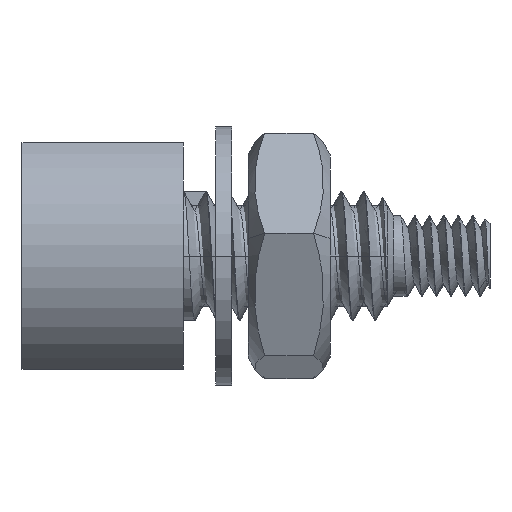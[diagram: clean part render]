
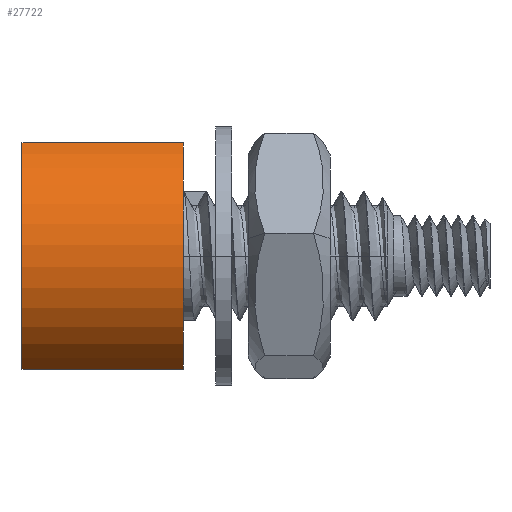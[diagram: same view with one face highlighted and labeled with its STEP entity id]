
A CAD part, left-side view. The second image highlights one B-rep face of the part: STEP entity #27722.
In plain terms, the highlighted cylindrical face has radius 3.937 mm (diameter 7.874 mm), a partial arc.
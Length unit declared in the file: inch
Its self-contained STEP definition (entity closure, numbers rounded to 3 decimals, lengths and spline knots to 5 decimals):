
#22610=CARTESIAN_POINT('',(0.,0.,0.));
#22611=DIRECTION('',(-1.,0.,0.));
#22612=DIRECTION('',(0.,-0.455,-0.89));
#22613=AXIS2_PLACEMENT_3D('',#22610,#22611,#22612);
#24722=DIRECTION('',(-1.,0.,0.));
#24723=VECTOR('',#24722,0.197);
#24724=CARTESIAN_POINT('',(0.197,-0.07058,0.138));
#24725=LINE('',#24724,#24723);
#24726=CARTESIAN_POINT('',(0.197,0.,0.));
#24727=DIRECTION('',(-1.,0.,0.));
#24728=DIRECTION('',(0.,-0.455,-0.89));
#24729=AXIS2_PLACEMENT_3D('',#24726,#24727,#24728);
#24731=DIRECTION('',(-1.,0.,0.));
#24732=VECTOR('',#24731,0.197);
#24733=CARTESIAN_POINT('',(0.197,-0.07058,-0.138));
#24734=LINE('',#24733,#24732);
#24798=CARTESIAN_POINT('',(0.197,-0.07058,0.138));
#24800=VERTEX_POINT('',#24798);
#24801=CARTESIAN_POINT('',(0.197,-0.07058,-0.138));
#24803=VERTEX_POINT('',#24801);
#24805=CARTESIAN_POINT('',(0.,-0.07058,0.138));
#24806=VERTEX_POINT('',#24805);
#24807=CARTESIAN_POINT('',(0.,-0.07058,-0.138));
#24808=VERTEX_POINT('',#24807);
#27710=CARTESIAN_POINT('',(0.59955,0.,0.));
#27711=DIRECTION('',(-1.,0.,0.));
#27712=DIRECTION('',(0.,0.,-1.));
#27713=AXIS2_PLACEMENT_3D('',#27710,#27711,#27712);
#27714=CYLINDRICAL_SURFACE('',#27713,0.155);
#27715=ORIENTED_EDGE('',*,*,#27702,.F.);
#27716=ORIENTED_EDGE('',*,*,#27687,.F.);
#27718=ORIENTED_EDGE('',*,*,#27717,.T.);
#27719=ORIENTED_EDGE('',*,*,#24964,.T.);
#27720=EDGE_LOOP('',(#27715,#27716,#27718,#27719));
#27721=FACE_OUTER_BOUND('',#27720,.F.);
#27722=ADVANCED_FACE('',(#27721),#27714,.T.);
#22614=CIRCLE('',#22613,0.155);
#24730=CIRCLE('',#24729,0.155);
#24964=EDGE_CURVE('',#24808,#24806,#22614,.T.);
#27687=EDGE_CURVE('',#24803,#24800,#24730,.T.);
#27702=EDGE_CURVE('',#24800,#24806,#24725,.T.);
#27717=EDGE_CURVE('',#24803,#24808,#24734,.T.);
